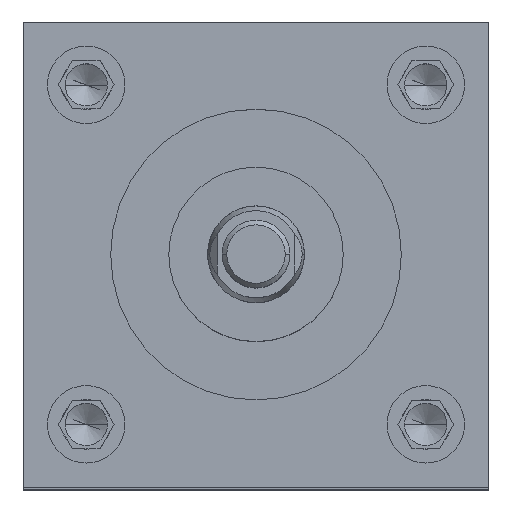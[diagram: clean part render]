
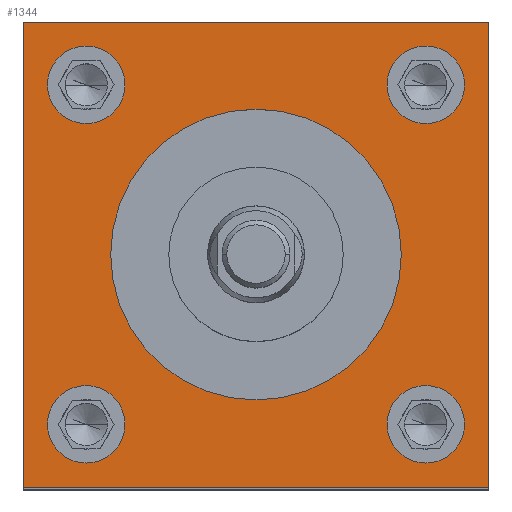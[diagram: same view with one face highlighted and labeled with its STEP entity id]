
A CAD part, top view. The second image highlights one B-rep face of the part: STEP entity #1344.
In plain terms, the highlighted planar face has unit normal (0, 0, 1).
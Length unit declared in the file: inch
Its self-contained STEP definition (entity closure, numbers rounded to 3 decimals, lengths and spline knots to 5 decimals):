
#28 = AXIS2_PLACEMENT_3D ( 'NONE', #118, #5902, #1210 ) ;
#55 = VERTEX_POINT ( 'NONE', #6191 ) ;
#69 = ORIENTED_EDGE ( 'NONE', *, *, #5987, .F. ) ;
#117 = CIRCLE ( 'NONE', #4251, 0.25 ) ;
#118 = CARTESIAN_POINT ( 'NONE',  ( 0., 0., 10.75 ) ) ;
#122 = AXIS2_PLACEMENT_3D ( 'NONE', #2027, #1034, #1964 ) ;
#189 = DIRECTION ( 'NONE',  ( 1., 0., 0. ) ) ;
#218 = EDGE_CURVE ( 'NONE', #6005, #1798, #868, .T. ) ;
#257 = ORIENTED_EDGE ( 'NONE', *, *, #4843, .F. ) ;
#276 = VERTEX_POINT ( 'NONE', #5655 ) ;
#285 = ORIENTED_EDGE ( 'NONE', *, *, #3882, .F. ) ;
#292 = CARTESIAN_POINT ( 'NONE',  ( 1.5, -1.5, 10.75 ) ) ;
#312 = DIRECTION ( 'NONE',  ( 1., 0., 0. ) ) ;
#339 = CARTESIAN_POINT ( 'NONE',  ( -1.5, -1.5, 10.75 ) ) ;
#379 = ORIENTED_EDGE ( 'NONE', *, *, #4016, .F. ) ;
#415 = VERTEX_POINT ( 'NONE', #930 ) ;
#473 = CARTESIAN_POINT ( 'NONE',  ( -1.345, 1.095, 10.75 ) ) ;
#499 = FACE_BOUND ( 'NONE', #6102, .T. ) ;
#505 = CARTESIAN_POINT ( 'NONE',  ( 1.5, -1.5, 10.75 ) ) ;
#573 = EDGE_LOOP ( 'NONE', ( #3047, #257 ) ) ;
#577 = AXIS2_PLACEMENT_3D ( 'NONE', #5675, #4245, #6143 ) ;
#638 = EDGE_CURVE ( 'NONE', #2750, #3120, #1673, .T. ) ;
#645 = CARTESIAN_POINT ( 'NONE',  ( -1.345, -1.095, 10.75 ) ) ;
#672 = CARTESIAN_POINT ( 'NONE',  ( -0.845, -1.095, 10.75 ) ) ;
#868 = CIRCLE ( 'NONE', #2788, 0.25 ) ;
#930 = CARTESIAN_POINT ( 'NONE',  ( 0.845, -1.095, 10.75 ) ) ;
#933 = AXIS2_PLACEMENT_3D ( 'NONE', #3939, #1465, #4884 ) ;
#982 = DIRECTION ( 'NONE',  ( 0., -1., 0. ) ) ;
#1020 = FACE_BOUND ( 'NONE', #573, .T. ) ;
#1030 = CARTESIAN_POINT ( 'NONE',  ( -1.095, 1.095, 10.75 ) ) ;
#1034 = DIRECTION ( 'NONE',  ( 0., 0., 1. ) ) ;
#1044 = VERTEX_POINT ( 'NONE', #4196 ) ;
#1085 = EDGE_CURVE ( 'NONE', #2492, #1044, #3703, .T. ) ;
#1121 = AXIS2_PLACEMENT_3D ( 'NONE', #2070, #1549, #3487 ) ;
#1133 = VERTEX_POINT ( 'NONE', #1777 ) ;
#1210 = DIRECTION ( 'NONE',  ( 1., 0., 0. ) ) ;
#1291 = EDGE_LOOP ( 'NONE', ( #4721, #5624 ) ) ;
#1306 = CARTESIAN_POINT ( 'NONE',  ( -1.095, -1.095, 10.75 ) ) ;
#1344 = ADVANCED_FACE ( 'NONE', ( #1951, #499, #5771, #4820, #1020, #6217 ), #2479, .F. ) ;
#1415 = DIRECTION ( 'NONE',  ( 0., 0., 1. ) ) ;
#1465 = DIRECTION ( 'NONE',  ( 0., 0., -1. ) ) ;
#1490 = CARTESIAN_POINT ( 'NONE',  ( 0., 0., 10.75 ) ) ;
#1549 = DIRECTION ( 'NONE',  ( 0., 0., 1. ) ) ;
#1635 = CIRCLE ( 'NONE', #28, 0.9375 ) ;
#1673 = CIRCLE ( 'NONE', #577, 0.25 ) ;
#1761 = EDGE_CURVE ( 'NONE', #3755, #5313, #4279, .T. ) ;
#1762 = DIRECTION ( 'NONE',  ( 0., 0., 1. ) ) ;
#1777 = CARTESIAN_POINT ( 'NONE',  ( 1.345, -1.095, 10.75 ) ) ;
#1798 = VERTEX_POINT ( 'NONE', #645 ) ;
#1837 = AXIS2_PLACEMENT_3D ( 'NONE', #1490, #4785, #6183 ) ;
#1841 = CARTESIAN_POINT ( 'NONE',  ( -1.5, -1.5, 10.75 ) ) ;
#1951 = FACE_BOUND ( 'NONE', #2621, .T. ) ;
#1964 = DIRECTION ( 'NONE',  ( 1., 0., 0. ) ) ;
#1975 = AXIS2_PLACEMENT_3D ( 'NONE', #1030, #4483, #3021 ) ;
#2027 = CARTESIAN_POINT ( 'NONE',  ( 1.095, -1.095, 10.75 ) ) ;
#2070 = CARTESIAN_POINT ( 'NONE',  ( 1.095, -1.095, 10.75 ) ) ;
#2205 = ORIENTED_EDGE ( 'NONE', *, *, #1761, .T. ) ;
#2272 = CARTESIAN_POINT ( 'NONE',  ( 0.845, 1.095, 10.75 ) ) ;
#2351 = VECTOR ( 'NONE', #982, 39.37008 ) ;
#2479 = PLANE ( 'NONE',  #933 ) ;
#2492 = VERTEX_POINT ( 'NONE', #505 ) ;
#2556 = VERTEX_POINT ( 'NONE', #2805 ) ;
#2591 = EDGE_CURVE ( 'NONE', #4492, #55, #4688, .T. ) ;
#2621 = EDGE_LOOP ( 'NONE', ( #69, #379 ) ) ;
#2750 = VERTEX_POINT ( 'NONE', #6002 ) ;
#2773 = CARTESIAN_POINT ( 'NONE',  ( -1.5, -1.5, 10.75 ) ) ;
#2788 = AXIS2_PLACEMENT_3D ( 'NONE', #1306, #1762, #312 ) ;
#2805 = CARTESIAN_POINT ( 'NONE',  ( -0.9375, 0., 10.75 ) ) ;
#2840 = CARTESIAN_POINT ( 'NONE',  ( -1.5, 1.5, 10.75 ) ) ;
#2999 = CIRCLE ( 'NONE', #4413, 0.25 ) ;
#3021 = DIRECTION ( 'NONE',  ( 1., 0., 0. ) ) ;
#3047 = ORIENTED_EDGE ( 'NONE', *, *, #4579, .F. ) ;
#3100 = DIRECTION ( 'NONE',  ( 0., 1., 0. ) ) ;
#3120 = VERTEX_POINT ( 'NONE', #2272 ) ;
#3146 = CIRCLE ( 'NONE', #3454, 0.25 ) ;
#3244 = ORIENTED_EDGE ( 'NONE', *, *, #5063, .F. ) ;
#3300 = ORIENTED_EDGE ( 'NONE', *, *, #638, .F. ) ;
#3348 = DIRECTION ( 'NONE',  ( 1., 0., 0. ) ) ;
#3454 = AXIS2_PLACEMENT_3D ( 'NONE', #5345, #4427, #6006 ) ;
#3487 = DIRECTION ( 'NONE',  ( 1., 0., 0. ) ) ;
#3610 = VECTOR ( 'NONE', #3763, 39.37008 ) ;
#3628 = VECTOR ( 'NONE', #3100, 39.37008 ) ;
#3637 = ORIENTED_EDGE ( 'NONE', *, *, #2591, .F. ) ;
#3703 = LINE ( 'NONE', #292, #3628 ) ;
#3712 = ORIENTED_EDGE ( 'NONE', *, *, #1085, .T. ) ;
#3748 = VECTOR ( 'NONE', #4636, 39.37008 ) ;
#3755 = VERTEX_POINT ( 'NONE', #5573 ) ;
#3763 = DIRECTION ( 'NONE',  ( -1., 0., 0. ) ) ;
#3882 = EDGE_CURVE ( 'NONE', #55, #4492, #2999, .T. ) ;
#3893 = EDGE_CURVE ( 'NONE', #1044, #3755, #5131, .T. ) ;
#3939 = CARTESIAN_POINT ( 'NONE',  ( -1.5, 1.5, 10.75 ) ) ;
#3968 = CIRCLE ( 'NONE', #1121, 0.25 ) ;
#3982 = CARTESIAN_POINT ( 'NONE',  ( 1.095, 1.095, 10.75 ) ) ;
#4016 = EDGE_CURVE ( 'NONE', #415, #1133, #4164, .T. ) ;
#4124 = EDGE_CURVE ( 'NONE', #1798, #6005, #3146, .T. ) ;
#4164 = CIRCLE ( 'NONE', #122, 0.25 ) ;
#4196 = CARTESIAN_POINT ( 'NONE',  ( 1.5, 1.5, 10.75 ) ) ;
#4245 = DIRECTION ( 'NONE',  ( 0., 0., 1. ) ) ;
#4251 = AXIS2_PLACEMENT_3D ( 'NONE', #3982, #5465, #189 ) ;
#4261 = EDGE_LOOP ( 'NONE', ( #2205, #5751, #3712, #4914 ) ) ;
#4279 = LINE ( 'NONE', #1841, #2351 ) ;
#4293 = EDGE_CURVE ( 'NONE', #5313, #2492, #4668, .T. ) ;
#4413 = AXIS2_PLACEMENT_3D ( 'NONE', #5220, #1415, #3348 ) ;
#4427 = DIRECTION ( 'NONE',  ( 0., 0., 1. ) ) ;
#4483 = DIRECTION ( 'NONE',  ( 0., 0., 1. ) ) ;
#4492 = VERTEX_POINT ( 'NONE', #473 ) ;
#4579 = EDGE_CURVE ( 'NONE', #276, #2556, #1635, .T. ) ;
#4636 = DIRECTION ( 'NONE',  ( 1., 0., 0. ) ) ;
#4668 = LINE ( 'NONE', #2773, #3748 ) ;
#4688 = CIRCLE ( 'NONE', #1975, 0.25 ) ;
#4721 = ORIENTED_EDGE ( 'NONE', *, *, #218, .F. ) ;
#4785 = DIRECTION ( 'NONE',  ( 0., 0., 1. ) ) ;
#4820 = FACE_BOUND ( 'NONE', #5452, .T. ) ;
#4843 = EDGE_CURVE ( 'NONE', #2556, #276, #5848, .T. ) ;
#4884 = DIRECTION ( 'NONE',  ( -1., 0., 0. ) ) ;
#4914 = ORIENTED_EDGE ( 'NONE', *, *, #3893, .T. ) ;
#5063 = EDGE_CURVE ( 'NONE', #3120, #2750, #117, .T. ) ;
#5131 = LINE ( 'NONE', #2840, #3610 ) ;
#5220 = CARTESIAN_POINT ( 'NONE',  ( -1.095, 1.095, 10.75 ) ) ;
#5313 = VERTEX_POINT ( 'NONE', #339 ) ;
#5345 = CARTESIAN_POINT ( 'NONE',  ( -1.095, -1.095, 10.75 ) ) ;
#5452 = EDGE_LOOP ( 'NONE', ( #285, #3637 ) ) ;
#5465 = DIRECTION ( 'NONE',  ( 0., 0., 1. ) ) ;
#5573 = CARTESIAN_POINT ( 'NONE',  ( -1.5, 1.5, 10.75 ) ) ;
#5624 = ORIENTED_EDGE ( 'NONE', *, *, #4124, .F. ) ;
#5655 = CARTESIAN_POINT ( 'NONE',  ( 0.9375, 0., 10.75 ) ) ;
#5675 = CARTESIAN_POINT ( 'NONE',  ( 1.095, 1.095, 10.75 ) ) ;
#5751 = ORIENTED_EDGE ( 'NONE', *, *, #4293, .T. ) ;
#5771 = FACE_BOUND ( 'NONE', #1291, .T. ) ;
#5848 = CIRCLE ( 'NONE', #1837, 0.9375 ) ;
#5902 = DIRECTION ( 'NONE',  ( 0., 0., 1. ) ) ;
#5987 = EDGE_CURVE ( 'NONE', #1133, #415, #3968, .T. ) ;
#6002 = CARTESIAN_POINT ( 'NONE',  ( 1.345, 1.095, 10.75 ) ) ;
#6005 = VERTEX_POINT ( 'NONE', #672 ) ;
#6006 = DIRECTION ( 'NONE',  ( 1., 0., 0. ) ) ;
#6102 = EDGE_LOOP ( 'NONE', ( #3300, #3244 ) ) ;
#6143 = DIRECTION ( 'NONE',  ( 1., 0., 0. ) ) ;
#6183 = DIRECTION ( 'NONE',  ( 1., 0., 0. ) ) ;
#6191 = CARTESIAN_POINT ( 'NONE',  ( -0.845, 1.095, 10.75 ) ) ;
#6217 = FACE_OUTER_BOUND ( 'NONE', #4261, .T. ) ;
